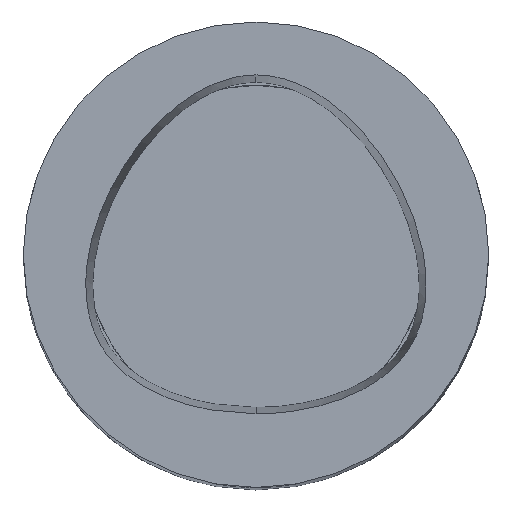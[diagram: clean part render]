
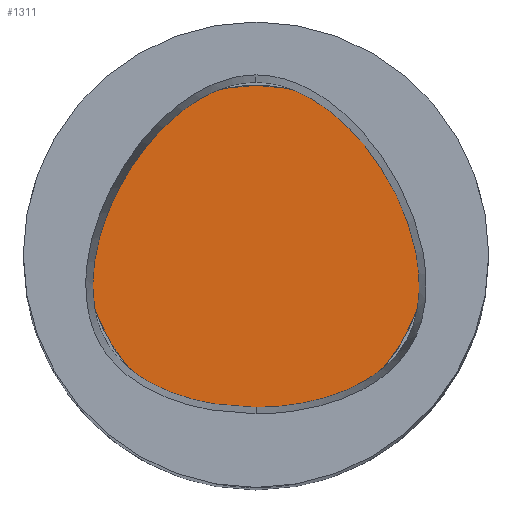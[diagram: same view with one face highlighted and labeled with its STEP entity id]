
A CAD part, top view. The second image highlights one B-rep face of the part: STEP entity #1311.
In plain terms, the highlighted planar face has unit normal (0, 0, 1).
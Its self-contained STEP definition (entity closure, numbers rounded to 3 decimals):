
#86 = CARTESIAN_POINT ( 'NONE',  ( -23., 0., 150.6 ) ) ;
#260 = ORIENTED_EDGE ( 'NONE', *, *, #3206, .F. ) ;
#385 = DIRECTION ( 'NONE',  ( 0., 0., 1. ) ) ;
#600 = CARTESIAN_POINT ( 'NONE',  ( 23., 0., 150.6 ) ) ;
#950 = CARTESIAN_POINT ( 'NONE',  ( 0., 0., 150.6 ) ) ;
#1311 = ADVANCED_FACE ( 'NONE', ( #1644 ), #4424, .T. ) ;
#1644 = FACE_OUTER_BOUND ( 'NONE', #1921, .T. ) ;
#1645 = EDGE_CURVE ( 'NONE', #1713, #4837, #4966, .T. ) ;
#1713 = VERTEX_POINT ( 'NONE', #86 ) ;
#1763 = CARTESIAN_POINT ( 'NONE',  ( 0., 0., 150.6 ) ) ;
#1921 = EDGE_LOOP ( 'NONE', ( #5043, #260 ) ) ;
#2046 = DIRECTION ( 'NONE',  ( 1., 0., 0. ) ) ;
#2500 = CARTESIAN_POINT ( 'NONE',  ( 0., 0., 150.6 ) ) ;
#2585 = DIRECTION ( 'NONE',  ( -1., 0., 0. ) ) ;
#3175 = AXIS2_PLACEMENT_3D ( 'NONE', #2500, #385, #2046 ) ;
#3206 = EDGE_CURVE ( 'NONE', #4837, #1713, #4796, .T. ) ;
#3376 = DIRECTION ( 'NONE',  ( -1., 0., 0. ) ) ;
#3691 = AXIS2_PLACEMENT_3D ( 'NONE', #950, #4215, #2585 ) ;
#4197 = AXIS2_PLACEMENT_3D ( 'NONE', #1763, #5042, #3376 ) ;
#4215 = DIRECTION ( 'NONE',  ( 0., 0., -1. ) ) ;
#4424 = PLANE ( 'NONE',  #3175 ) ;
#4796 = CIRCLE ( 'NONE', #3691, 23. ) ;
#4837 = VERTEX_POINT ( 'NONE', #600 ) ;
#4966 = CIRCLE ( 'NONE', #4197, 23. ) ;
#5042 = DIRECTION ( 'NONE',  ( 0., 0., -1. ) ) ;
#5043 = ORIENTED_EDGE ( 'NONE', *, *, #1645, .F. ) ;
